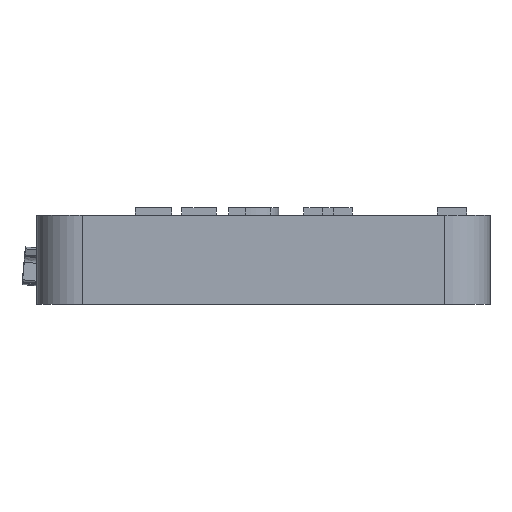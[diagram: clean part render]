
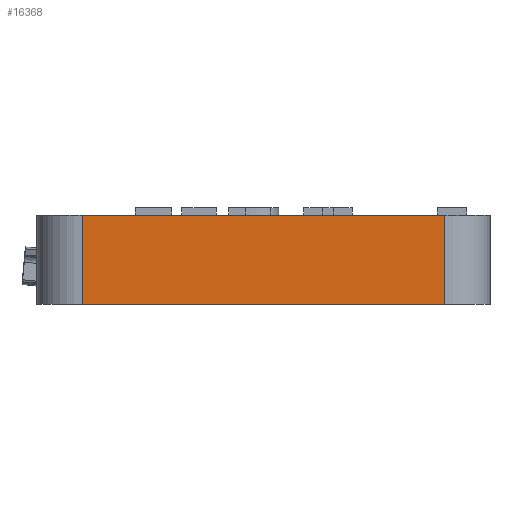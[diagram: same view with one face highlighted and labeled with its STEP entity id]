
A CAD part, front view. The second image highlights one B-rep face of the part: STEP entity #16368.
In plain terms, the highlighted planar face has unit normal (0, -1, 0).
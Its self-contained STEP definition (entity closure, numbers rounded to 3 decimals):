
#43 = PLANE('',#44);
#44 = AXIS2_PLACEMENT_3D('',#45,#46,#47);
#45 = CARTESIAN_POINT('',(0.,15.,3.7));
#46 = DIRECTION('',(0.,0.,1.));
#47 = DIRECTION('',(1.,0.,0.));
#125 = VERTEX_POINT('',#126);
#126 = CARTESIAN_POINT('',(3.,0.,3.7));
#141 = CYLINDRICAL_SURFACE('',#142,3.);
#142 = AXIS2_PLACEMENT_3D('',#143,#144,#145);
#143 = CARTESIAN_POINT('',(3.,3.,3.7));
#144 = DIRECTION('',(0.,0.,-1.));
#145 = DIRECTION('',(-1.,-0.,-0.));
#153 = EDGE_CURVE('',#154,#125,#156,.T.);
#154 = VERTEX_POINT('',#155);
#155 = CARTESIAN_POINT('',(27.,0.,3.7));
#156 = SURFACE_CURVE('',#157,(#161,#168),.PCURVE_S1.);
#157 = LINE('',#158,#159);
#158 = CARTESIAN_POINT('',(30.,0.,3.7));
#159 = VECTOR('',#160,1.);
#160 = DIRECTION('',(-1.,0.,0.));
#161 = PCURVE('',#43,#162);
#162 = DEFINITIONAL_REPRESENTATION('',(#163),#167);
#163 = LINE('',#164,#165);
#164 = CARTESIAN_POINT('',(30.,-15.));
#165 = VECTOR('',#166,1.);
#166 = DIRECTION('',(-1.,0.));
#167 = ( GEOMETRIC_REPRESENTATION_CONTEXT(2) 
PARAMETRIC_REPRESENTATION_CONTEXT() REPRESENTATION_CONTEXT('2D SPACE',''
  ) );
#168 = PCURVE('',#169,#174);
#169 = PLANE('',#170);
#170 = AXIS2_PLACEMENT_3D('',#171,#172,#173);
#171 = CARTESIAN_POINT('',(0.,0.,3.7));
#172 = DIRECTION('',(0.,1.,0.));
#173 = DIRECTION('',(0.,0.,1.));
#174 = DEFINITIONAL_REPRESENTATION('',(#175),#179);
#175 = LINE('',#176,#177);
#176 = CARTESIAN_POINT('',(0.,30.));
#177 = VECTOR('',#178,1.);
#178 = DIRECTION('',(0.,-1.));
#179 = ( GEOMETRIC_REPRESENTATION_CONTEXT(2) 
PARAMETRIC_REPRESENTATION_CONTEXT() REPRESENTATION_CONTEXT('2D SPACE',''
  ) );
#202 = CYLINDRICAL_SURFACE('',#203,3.);
#203 = AXIS2_PLACEMENT_3D('',#204,#205,#206);
#204 = CARTESIAN_POINT('',(27.,3.,-2.2));
#205 = DIRECTION('',(0.,0.,1.));
#206 = DIRECTION('',(1.,0.,0.));
#2004 = PLANE('',#2005);
#2005 = AXIS2_PLACEMENT_3D('',#2006,#2007,#2008);
#2006 = CARTESIAN_POINT('',(0.,0.,-2.2));
#2007 = DIRECTION('',(0.,0.,-1.));
#2008 = DIRECTION('',(-1.,0.,0.));
#16269 = EDGE_CURVE('',#125,#16270,#16272,.T.);
#16270 = VERTEX_POINT('',#16271);
#16271 = CARTESIAN_POINT('',(3.,0.,-2.2));
#16272 = SURFACE_CURVE('',#16273,(#16277,#16284),.PCURVE_S1.);
#16273 = LINE('',#16274,#16275);
#16274 = CARTESIAN_POINT('',(3.,0.,3.7));
#16275 = VECTOR('',#16276,1.);
#16276 = DIRECTION('',(0.,0.,-1.));
#16277 = PCURVE('',#141,#16278);
#16278 = DEFINITIONAL_REPRESENTATION('',(#16279),#16283);
#16279 = LINE('',#16280,#16281);
#16280 = CARTESIAN_POINT('',(-1.571,0.));
#16281 = VECTOR('',#16282,1.);
#16282 = DIRECTION('',(-0.,1.));
#16283 = ( GEOMETRIC_REPRESENTATION_CONTEXT(2) 
PARAMETRIC_REPRESENTATION_CONTEXT() REPRESENTATION_CONTEXT('2D SPACE',''
  ) );
#16284 = PCURVE('',#169,#16285);
#16285 = DEFINITIONAL_REPRESENTATION('',(#16286),#16290);
#16286 = LINE('',#16287,#16288);
#16287 = CARTESIAN_POINT('',(0.,3.));
#16288 = VECTOR('',#16289,1.);
#16289 = DIRECTION('',(-1.,0.));
#16290 = ( GEOMETRIC_REPRESENTATION_CONTEXT(2) 
PARAMETRIC_REPRESENTATION_CONTEXT() REPRESENTATION_CONTEXT('2D SPACE',''
  ) );
#16323 = VERTEX_POINT('',#16324);
#16324 = CARTESIAN_POINT('',(27.,0.,-2.2));
#16346 = EDGE_CURVE('',#16323,#154,#16347,.T.);
#16347 = SURFACE_CURVE('',#16348,(#16352,#16359),.PCURVE_S1.);
#16348 = LINE('',#16349,#16350);
#16349 = CARTESIAN_POINT('',(27.,0.,-2.2));
#16350 = VECTOR('',#16351,1.);
#16351 = DIRECTION('',(0.,0.,1.));
#16352 = PCURVE('',#202,#16353);
#16353 = DEFINITIONAL_REPRESENTATION('',(#16354),#16358);
#16354 = LINE('',#16355,#16356);
#16355 = CARTESIAN_POINT('',(-1.571,0.));
#16356 = VECTOR('',#16357,1.);
#16357 = DIRECTION('',(-0.,1.));
#16358 = ( GEOMETRIC_REPRESENTATION_CONTEXT(2) 
PARAMETRIC_REPRESENTATION_CONTEXT() REPRESENTATION_CONTEXT('2D SPACE',''
  ) );
#16359 = PCURVE('',#169,#16360);
#16360 = DEFINITIONAL_REPRESENTATION('',(#16361),#16365);
#16361 = LINE('',#16362,#16363);
#16362 = CARTESIAN_POINT('',(-5.9,27.));
#16363 = VECTOR('',#16364,1.);
#16364 = DIRECTION('',(1.,0.));
#16365 = ( GEOMETRIC_REPRESENTATION_CONTEXT(2) 
PARAMETRIC_REPRESENTATION_CONTEXT() REPRESENTATION_CONTEXT('2D SPACE',''
  ) );
#16368 = ADVANCED_FACE('',(#16369),#169,.F.);
#16369 = FACE_BOUND('',#16370,.F.);
#16370 = EDGE_LOOP('',(#16371,#16392,#16393,#16394));
#16371 = ORIENTED_EDGE('',*,*,#16372,.F.);
#16372 = EDGE_CURVE('',#16270,#16323,#16373,.T.);
#16373 = SURFACE_CURVE('',#16374,(#16378,#16385),.PCURVE_S1.);
#16374 = LINE('',#16375,#16376);
#16375 = CARTESIAN_POINT('',(0.,0.,-2.2));
#16376 = VECTOR('',#16377,1.);
#16377 = DIRECTION('',(1.,0.,0.));
#16378 = PCURVE('',#169,#16379);
#16379 = DEFINITIONAL_REPRESENTATION('',(#16380),#16384);
#16380 = LINE('',#16381,#16382);
#16381 = CARTESIAN_POINT('',(-5.9,0.));
#16382 = VECTOR('',#16383,1.);
#16383 = DIRECTION('',(0.,1.));
#16384 = ( GEOMETRIC_REPRESENTATION_CONTEXT(2) 
PARAMETRIC_REPRESENTATION_CONTEXT() REPRESENTATION_CONTEXT('2D SPACE',''
  ) );
#16385 = PCURVE('',#2004,#16386);
#16386 = DEFINITIONAL_REPRESENTATION('',(#16387),#16391);
#16387 = LINE('',#16388,#16389);
#16388 = CARTESIAN_POINT('',(0.,0.));
#16389 = VECTOR('',#16390,1.);
#16390 = DIRECTION('',(-1.,0.));
#16391 = ( GEOMETRIC_REPRESENTATION_CONTEXT(2) 
PARAMETRIC_REPRESENTATION_CONTEXT() REPRESENTATION_CONTEXT('2D SPACE',''
  ) );
#16392 = ORIENTED_EDGE('',*,*,#16269,.F.);
#16393 = ORIENTED_EDGE('',*,*,#153,.F.);
#16394 = ORIENTED_EDGE('',*,*,#16346,.F.);
